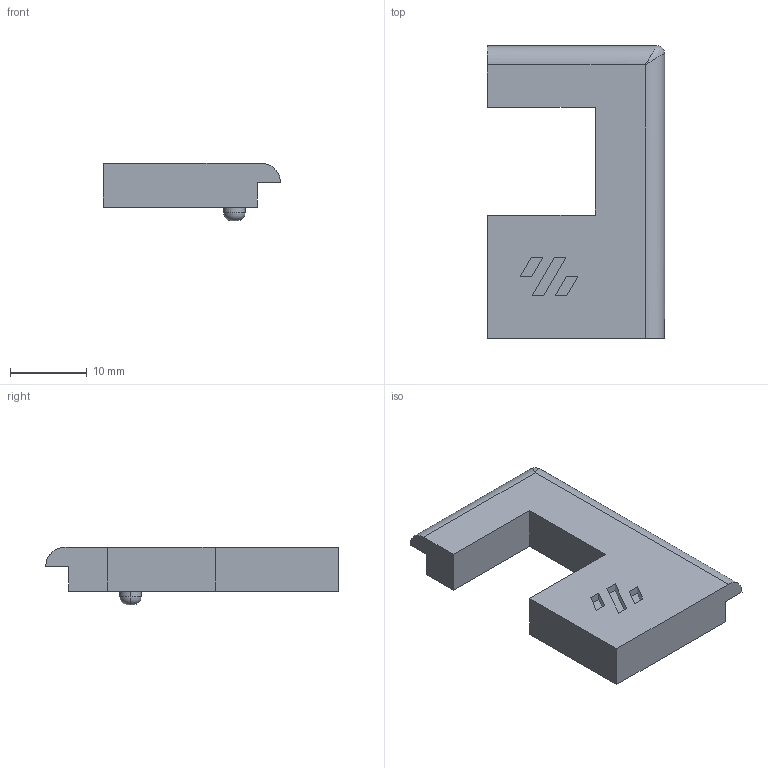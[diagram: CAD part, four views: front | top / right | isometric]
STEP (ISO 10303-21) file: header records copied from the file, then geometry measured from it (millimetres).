
FILE_DESCRIPTION (( 'STEP AP203' ), '1' );
FILE_NAME ('Z Belt Cover A Top.STEP', '2025-07-19T15:53:22', ( '' ), ( '' ), 'SwSTEP 2.0', 'SolidWorks 2025', '' );
FILE_SCHEMA (( 'CONFIG_CONTROL_DESIGN' ));
Length unit declared in the file: millimetre
Products named in the file (1): Z Belt Cover A Top
Bounding box: 23 x 38 x 7.45 mm (x, y, z)
Volume: 3129.1 mm3; surface area: 2204.1 mm2
Topology: 1 solids, 1 shells, 38 faces, 91 edges, 59 vertices
Faces by surface type: plane 28, cylinder 7, torus 2, bspline 1
Entity records: 1201 total; most frequent: CARTESIAN_POINT 235, DIRECTION 181, ORIENTED_EDGE 180, EDGE_CURVE 90, LINE 71, VECTOR 71, VERTEX_POINT 59, AXIS2_PLACEMENT_3D 55
